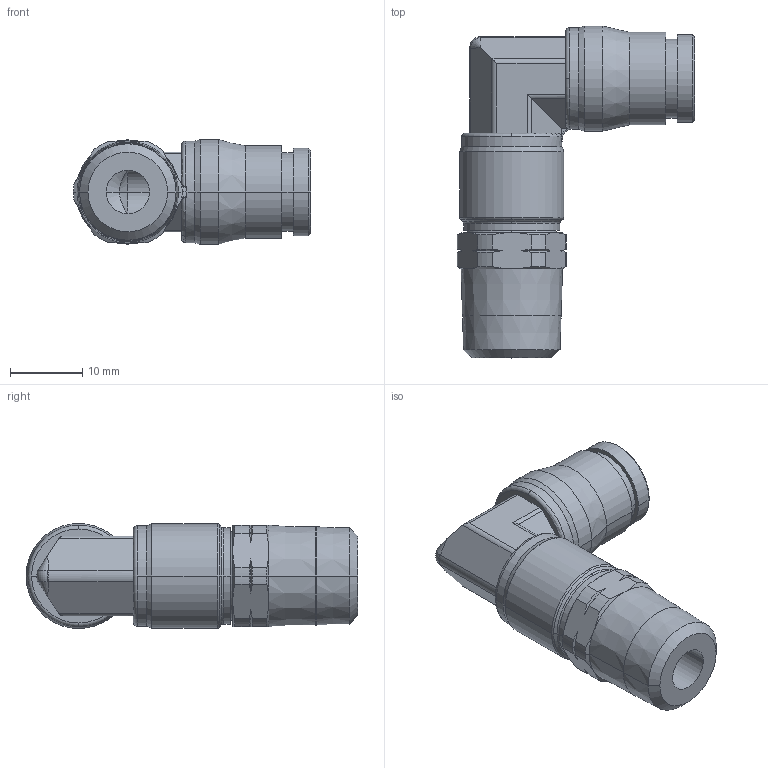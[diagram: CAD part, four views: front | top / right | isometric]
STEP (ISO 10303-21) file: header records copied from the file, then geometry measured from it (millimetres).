
FILE_DESCRIPTION(('STEP AP214'),'1');
FILE_NAME('3809_08_14.stp','2016-07-07T14:27:24',('TraceParts'),('TraceParts S.A.'),'Spatial InterOp 3D',' ',' ');
FILE_SCHEMA(('automotive_design'));
Length unit declared in the file: millimetre
Products named in the file (1): 1
Bounding box: 32.73 x 45.84 x 14.53 mm (x, y, z)
Volume: 5993.4 mm3; surface area: 4581.3 mm2
Topology: 1 solids, 1 shells, 167 faces, 418 edges, 260 vertices
Faces by surface type: cone 60, cylinder 53, plane 36, torus 18
Entity records: 8104 total; most frequent: CARTESIAN_POINT 4175, DIRECTION 859, ORIENTED_EDGE 828, EDGE_CURVE 414, AXIS2_PLACEMENT_3D 362, VERTEX_POINT 260, CIRCLE 186, EDGE_LOOP 180
